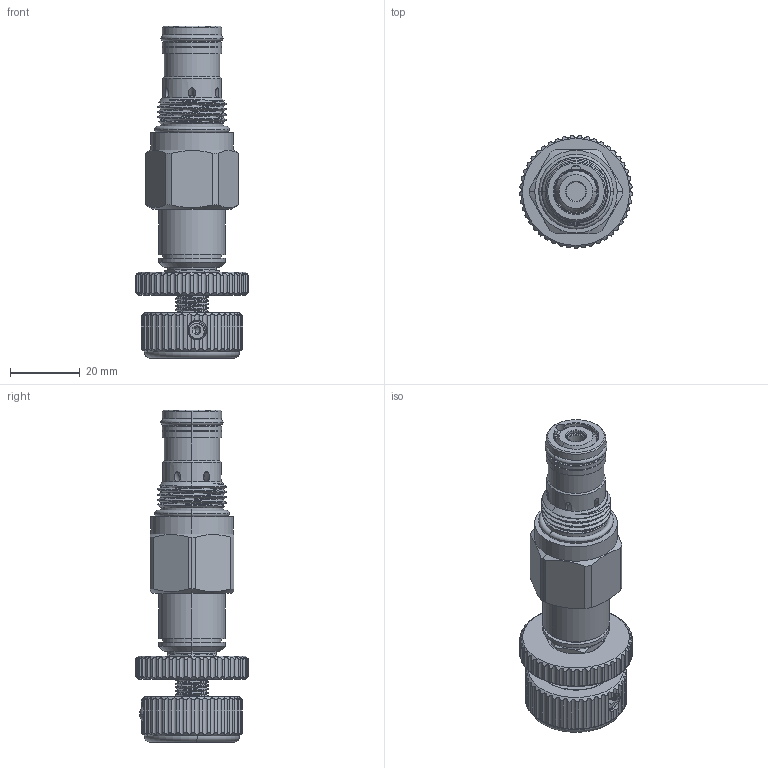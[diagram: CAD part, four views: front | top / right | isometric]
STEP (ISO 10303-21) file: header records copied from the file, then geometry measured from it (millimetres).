
FILE_DESCRIPTION (( 'STEP AP203' ), '1' );
FILE_NAME ('FR20MC20-K.STEP', '2020-03-19T07:55:49', ( '' ), ( '' ), 'SwSTEP 2.0', 'SolidWorks 2018', '' );
FILE_SCHEMA (( 'CONFIG_CONTROL_DESIGN' ));
Length unit declared in the file: millimetre
Products named in the file (1): FR20MC20-K
Bounding box: 32.2 x 32.18 x 94.96 mm (x, y, z)
Volume: 34755.4 mm3; surface area: 14853.1 mm2
Topology: 8 solids, 8 shells, 841 faces, 2368 edges, 1519 vertices
Faces by surface type: cylinder 412, plane 205, cone 84, torus 73, bspline 63, sphere 4
Entity records: 57852 total; most frequent: CARTESIAN_POINT 37795, ORIENTED_EDGE 4672, DIRECTION 3640, EDGE_CURVE 2336, VERTEX_POINT 1513, AXIS2_PLACEMENT_3D 1404, EDGE_LOOP 879, ADVANCED_FACE 841
